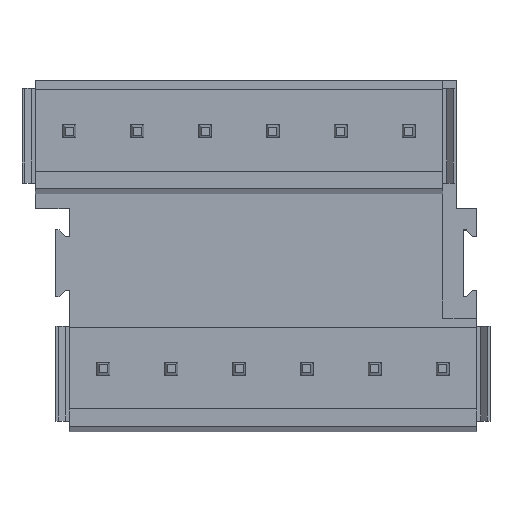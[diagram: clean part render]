
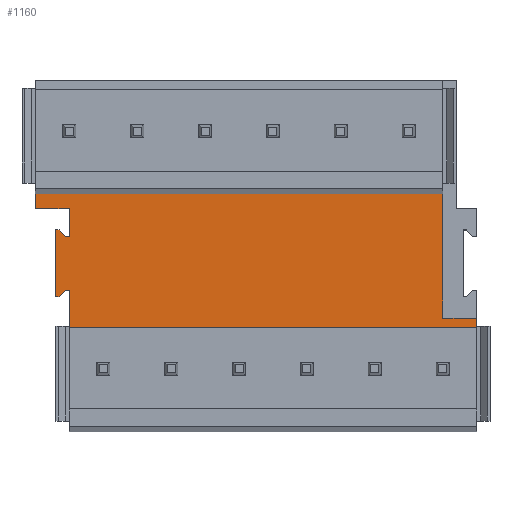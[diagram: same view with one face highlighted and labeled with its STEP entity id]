
A CAD part, top view. The second image highlights one B-rep face of the part: STEP entity #1160.
In plain terms, the highlighted planar face has unit normal (0, 0, 1).
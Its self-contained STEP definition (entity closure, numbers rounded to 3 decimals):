
#629=AXIS2_PLACEMENT_3D('Plane Axis2P3D',#626,#627,#628) ;
#42=CARTESIAN_POINT('Vertex',(3.54,14.6,15.2)) ;
#45=CARTESIAN_POINT('Line Origine',(3.54,15.65,15.2)) ;
#49=CARTESIAN_POINT('Vertex',(3.54,16.7,15.2)) ;
#82=CARTESIAN_POINT('Vertex',(3.54,10.6,15.2)) ;
#85=CARTESIAN_POINT('Line Origine',(3.39,10.6,15.2)) ;
#89=CARTESIAN_POINT('Vertex',(3.24,10.6,15.2)) ;
#116=CARTESIAN_POINT('Line Origine',(3.005,10.35,15.2)) ;
#120=CARTESIAN_POINT('Vertex',(2.77,10.1,15.2)) ;
#147=CARTESIAN_POINT('Line Origine',(2.655,10.1,15.2)) ;
#151=CARTESIAN_POINT('Vertex',(2.54,10.1,15.2)) ;
#178=CARTESIAN_POINT('Line Origine',(2.54,12.6,15.2)) ;
#182=CARTESIAN_POINT('Vertex',(2.54,15.1,15.2)) ;
#209=CARTESIAN_POINT('Line Origine',(2.655,15.1,15.2)) ;
#213=CARTESIAN_POINT('Vertex',(2.77,15.1,15.2)) ;
#240=CARTESIAN_POINT('Line Origine',(3.005,14.85,15.2)) ;
#244=CARTESIAN_POINT('Vertex',(3.24,14.6,15.2)) ;
#271=CARTESIAN_POINT('Line Origine',(3.39,14.6,15.2)) ;
#299=CARTESIAN_POINT('Vertex',(3.54,7.8,15.2)) ;
#327=CARTESIAN_POINT('Vertex',(34.02,7.8,15.2)) ;
#330=CARTESIAN_POINT('Line Origine',(18.78,7.8,15.2)) ;
#626=CARTESIAN_POINT('Axis2P3D Location',(1.,0.4,15.2)) ;
#793=CARTESIAN_POINT('Line Origine',(3.54,9.2,15.2)) ;
#1003=CARTESIAN_POINT('Vertex',(1.,16.7,15.2)) ;
#1006=CARTESIAN_POINT('Line Origine',(1.,17.64,15.2)) ;
#1010=CARTESIAN_POINT('Vertex',(1.,18.58,15.2)) ;
#1111=CARTESIAN_POINT('Line Origine',(32.75,8.5,15.2)) ;
#1115=CARTESIAN_POINT('Vertex',(34.02,8.5,15.2)) ;
#1117=CARTESIAN_POINT('Vertex',(31.48,8.5,15.2)) ;
#1120=CARTESIAN_POINT('Line Origine',(31.48,13.54,15.2)) ;
#1124=CARTESIAN_POINT('Vertex',(31.48,18.58,15.2)) ;
#1127=CARTESIAN_POINT('Line Origine',(16.24,18.58,15.2)) ;
#1132=CARTESIAN_POINT('Line Origine',(2.27,16.7,15.2)) ;
#1137=CARTESIAN_POINT('Line Origine',(34.02,8.15,15.2)) ;
#46=DIRECTION('Vector Direction',(0.,1.,0.)) ;
#86=DIRECTION('Vector Direction',(-1.,0.,0.)) ;
#117=DIRECTION('Vector Direction',(-0.685,-0.729,0.)) ;
#148=DIRECTION('Vector Direction',(-1.,0.,0.)) ;
#179=DIRECTION('Vector Direction',(0.,1.,0.)) ;
#210=DIRECTION('Vector Direction',(1.,0.,0.)) ;
#241=DIRECTION('Vector Direction',(0.685,-0.729,0.)) ;
#272=DIRECTION('Vector Direction',(1.,0.,0.)) ;
#331=DIRECTION('Vector Direction',(1.,0.,0.)) ;
#627=DIRECTION('Axis2P3D Direction',(0.,0.,-1.)) ;
#628=DIRECTION('Axis2P3D XDirection',(0.,1.,0.)) ;
#794=DIRECTION('Vector Direction',(0.,-1.,0.)) ;
#1007=DIRECTION('Vector Direction',(0.,1.,0.)) ;
#1112=DIRECTION('Vector Direction',(-1.,0.,0.)) ;
#1121=DIRECTION('Vector Direction',(0.,-1.,0.)) ;
#1128=DIRECTION('Vector Direction',(1.,0.,0.)) ;
#1133=DIRECTION('Vector Direction',(1.,0.,0.)) ;
#1138=DIRECTION('Vector Direction',(0.,1.,0.)) ;
#47=VECTOR('Line Direction',#46,1.) ;
#87=VECTOR('Line Direction',#86,1.) ;
#118=VECTOR('Line Direction',#117,1.) ;
#149=VECTOR('Line Direction',#148,1.) ;
#180=VECTOR('Line Direction',#179,1.) ;
#211=VECTOR('Line Direction',#210,1.) ;
#242=VECTOR('Line Direction',#241,1.) ;
#273=VECTOR('Line Direction',#272,1.) ;
#332=VECTOR('Line Direction',#331,1.) ;
#795=VECTOR('Line Direction',#794,1.) ;
#1008=VECTOR('Line Direction',#1007,1.) ;
#1113=VECTOR('Line Direction',#1112,1.) ;
#1122=VECTOR('Line Direction',#1121,1.) ;
#1129=VECTOR('Line Direction',#1128,1.) ;
#1134=VECTOR('Line Direction',#1133,1.) ;
#1139=VECTOR('Line Direction',#1138,1.) ;
#1143=ORIENTED_EDGE('',*,*,#1119,.T.) ;
#1144=ORIENTED_EDGE('',*,*,#1126,.F.) ;
#1145=ORIENTED_EDGE('',*,*,#1131,.F.) ;
#1146=ORIENTED_EDGE('',*,*,#1012,.F.) ;
#1147=ORIENTED_EDGE('',*,*,#1136,.T.) ;
#1148=ORIENTED_EDGE('',*,*,#51,.F.) ;
#1149=ORIENTED_EDGE('',*,*,#275,.F.) ;
#1150=ORIENTED_EDGE('',*,*,#246,.F.) ;
#1151=ORIENTED_EDGE('',*,*,#215,.F.) ;
#1152=ORIENTED_EDGE('',*,*,#184,.F.) ;
#1153=ORIENTED_EDGE('',*,*,#153,.F.) ;
#1154=ORIENTED_EDGE('',*,*,#122,.F.) ;
#1155=ORIENTED_EDGE('',*,*,#91,.F.) ;
#1156=ORIENTED_EDGE('',*,*,#797,.T.) ;
#1157=ORIENTED_EDGE('',*,*,#334,.T.) ;
#1158=ORIENTED_EDGE('',*,*,#1141,.T.) ;
#1160=ADVANCED_FACE('Housing',(#1159),#630,.F.) ;
#51=EDGE_CURVE('',#43,#50,#48,.T.) ;
#91=EDGE_CURVE('',#83,#90,#88,.T.) ;
#122=EDGE_CURVE('',#90,#121,#119,.T.) ;
#153=EDGE_CURVE('',#121,#152,#150,.T.) ;
#184=EDGE_CURVE('',#152,#183,#181,.T.) ;
#215=EDGE_CURVE('',#183,#214,#212,.T.) ;
#246=EDGE_CURVE('',#214,#245,#243,.T.) ;
#275=EDGE_CURVE('',#245,#43,#274,.T.) ;
#334=EDGE_CURVE('',#300,#328,#333,.T.) ;
#797=EDGE_CURVE('',#83,#300,#796,.T.) ;
#1012=EDGE_CURVE('',#1004,#1011,#1009,.T.) ;
#1119=EDGE_CURVE('',#1116,#1118,#1114,.T.) ;
#1126=EDGE_CURVE('',#1125,#1118,#1123,.T.) ;
#1131=EDGE_CURVE('',#1011,#1125,#1130,.T.) ;
#1136=EDGE_CURVE('',#1004,#50,#1135,.T.) ;
#1141=EDGE_CURVE('',#328,#1116,#1140,.T.) ;
#1142=EDGE_LOOP('',(#1143,#1144,#1145,#1146,#1147,#1148,#1149,#1150,#1151,#1152,#1153,#1154,#1155,#1156,#1157,#1158)) ;
#1159=FACE_OUTER_BOUND('',#1142,.T.) ;
#48=LINE('Line',#45,#47) ;
#88=LINE('Line',#85,#87) ;
#119=LINE('Line',#116,#118) ;
#150=LINE('Line',#147,#149) ;
#181=LINE('Line',#178,#180) ;
#212=LINE('Line',#209,#211) ;
#243=LINE('Line',#240,#242) ;
#274=LINE('Line',#271,#273) ;
#333=LINE('Line',#330,#332) ;
#796=LINE('Line',#793,#795) ;
#1009=LINE('Line',#1006,#1008) ;
#1114=LINE('Line',#1111,#1113) ;
#1123=LINE('Line',#1120,#1122) ;
#1130=LINE('Line',#1127,#1129) ;
#1135=LINE('Line',#1132,#1134) ;
#1140=LINE('Line',#1137,#1139) ;
#630=PLANE('',#629) ;
#43=VERTEX_POINT('',#42) ;
#50=VERTEX_POINT('',#49) ;
#83=VERTEX_POINT('',#82) ;
#90=VERTEX_POINT('',#89) ;
#121=VERTEX_POINT('',#120) ;
#152=VERTEX_POINT('',#151) ;
#183=VERTEX_POINT('',#182) ;
#214=VERTEX_POINT('',#213) ;
#245=VERTEX_POINT('',#244) ;
#300=VERTEX_POINT('',#299) ;
#328=VERTEX_POINT('',#327) ;
#1004=VERTEX_POINT('',#1003) ;
#1011=VERTEX_POINT('',#1010) ;
#1116=VERTEX_POINT('',#1115) ;
#1118=VERTEX_POINT('',#1117) ;
#1125=VERTEX_POINT('',#1124) ;
